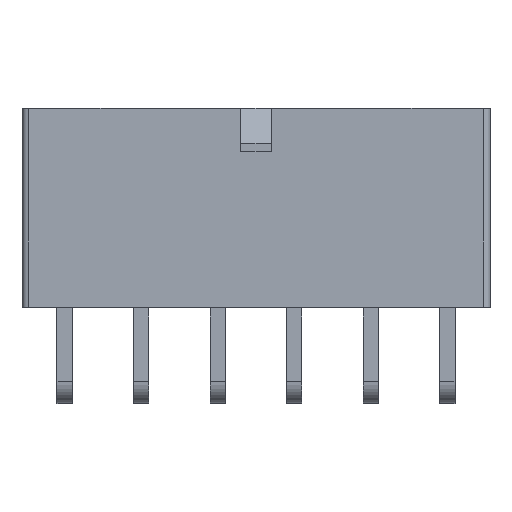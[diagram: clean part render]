
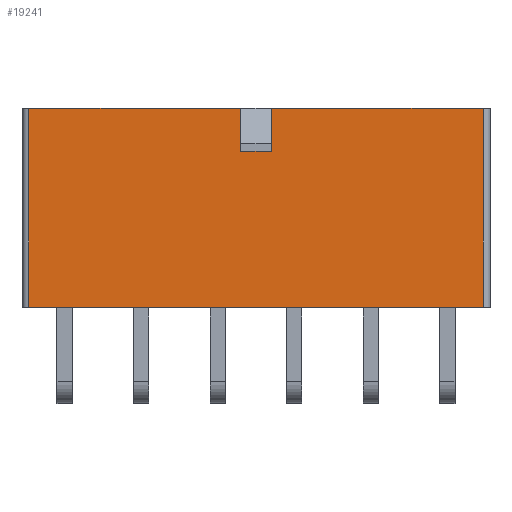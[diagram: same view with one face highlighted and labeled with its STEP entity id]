
A CAD part, top view. The second image highlights one B-rep face of the part: STEP entity #19241.
In plain terms, the highlighted planar face has unit normal (0, 0, 1).
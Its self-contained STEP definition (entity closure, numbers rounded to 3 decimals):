
#2960=ORIENTED_EDGE('',*,*,#5520,.F.);
#2961=ORIENTED_EDGE('',*,*,#4341,.T.);
#2962=ORIENTED_EDGE('',*,*,#5525,.T.);
#2963=ORIENTED_EDGE('',*,*,#4343,.F.);
#2964=ORIENTED_EDGE('',*,*,#5521,.F.);
#2965=ORIENTED_EDGE('',*,*,#4373,.T.);
#2966=ORIENTED_EDGE('',*,*,#4380,.F.);
#2967=ORIENTED_EDGE('',*,*,#4375,.F.);
#4341=EDGE_CURVE('',#6203,#6205,#7470,.T.);
#4343=EDGE_CURVE('',#6206,#6208,#7471,.T.);
#4373=EDGE_CURVE('',#6227,#6229,#7500,.T.);
#4375=EDGE_CURVE('',#6231,#6232,#7502,.T.);
#4380=EDGE_CURVE('',#6232,#6229,#7507,.T.);
#5520=EDGE_CURVE('',#6203,#6231,#8551,.T.);
#5521=EDGE_CURVE('',#6227,#6206,#8552,.T.);
#5525=EDGE_CURVE('',#6205,#6208,#8556,.T.);
#6203=VERTEX_POINT('',#24559);
#6205=VERTEX_POINT('',#24563);
#6206=VERTEX_POINT('',#24567);
#6208=VERTEX_POINT('',#24570);
#6227=VERTEX_POINT('',#24627);
#6229=VERTEX_POINT('',#24631);
#6231=VERTEX_POINT('',#24636);
#6232=VERTEX_POINT('',#24638);
#7470=LINE('',#24564,#9252);
#7471=LINE('',#24569,#9253);
#7500=LINE('',#24632,#9282);
#7502=LINE('',#24637,#9284);
#7507=LINE('',#24646,#9289);
#8551=LINE('',#26948,#10333);
#8552=LINE('',#26949,#10334);
#8556=LINE('',#26958,#10338);
#9252=VECTOR('',#20828,1000.);
#9253=VECTOR('',#20833,1000.);
#9282=VECTOR('',#20886,1000.);
#9284=VECTOR('',#20890,1000.);
#9289=VECTOR('',#20899,1000.);
#10333=VECTOR('',#22993,1000.);
#10334=VECTOR('',#22994,1000.);
#10338=VECTOR('',#23008,1000.);
#11393=EDGE_LOOP('',(#2960,#2961,#2962,#2963,#2964,#2965,#2966,#2967));
#12232=FACE_BOUND('',#11393,.T.);
#12967=PLANE('',#20139);
#19241=ADVANCED_FACE('',(#12232),#12967,.T.);
#20139=AXIS2_PLACEMENT_3D('',#26959,#23009,#23010);
#20828=DIRECTION('',(0.,1.,0.));
#20833=DIRECTION('',(0.,1.,0.));
#20886=DIRECTION('',(0.,1.,0.));
#20890=DIRECTION('',(0.,1.,0.));
#20899=DIRECTION('',(-1.,0.,0.));
#22993=DIRECTION('',(-1.,0.,0.));
#22994=DIRECTION('',(-1.,0.,0.));
#23008=DIRECTION('',(-1.,0.,0.));
#23009=DIRECTION('',(0.,0.,1.));
#23010=DIRECTION('',(0.,1.,0.));
#24559=CARTESIAN_POINT('',(16.925,-7.4,6.24));
#24563=CARTESIAN_POINT('',(16.925,7.4,6.24));
#24564=CARTESIAN_POINT('',(16.925,7.4,6.24));
#24567=CARTESIAN_POINT('',(-16.925,-7.4,6.24));
#24569=CARTESIAN_POINT('',(-16.925,-7.4,6.24));
#24570=CARTESIAN_POINT('',(-16.925,7.4,6.24));
#24627=CARTESIAN_POINT('',(-1.15,-7.4,6.24));
#24631=CARTESIAN_POINT('',(-1.15,-4.351,6.24));
#24632=CARTESIAN_POINT('',(-1.15,-7.4,6.24));
#24636=CARTESIAN_POINT('',(1.15,-7.4,6.24));
#24637=CARTESIAN_POINT('',(1.15,-7.4,6.24));
#24638=CARTESIAN_POINT('',(1.15,-4.351,6.24));
#24646=CARTESIAN_POINT('',(1.15,-4.351,6.24));
#26948=CARTESIAN_POINT('',(17.425,-7.4,6.24));
#26949=CARTESIAN_POINT('',(17.425,-7.4,6.24));
#26958=CARTESIAN_POINT('',(17.425,7.4,6.24));
#26959=CARTESIAN_POINT('',(17.425,-7.4,6.24));
